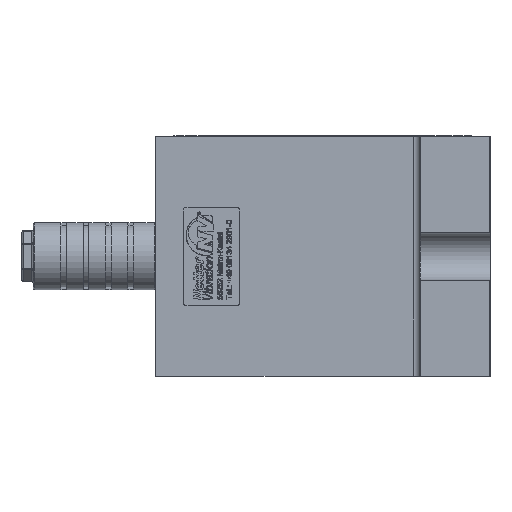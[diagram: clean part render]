
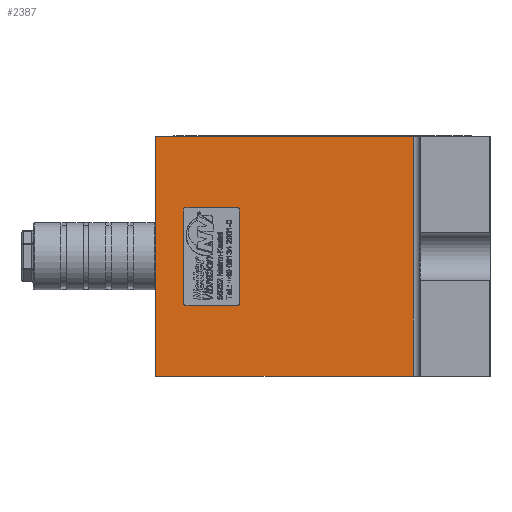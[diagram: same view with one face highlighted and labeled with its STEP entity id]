
A CAD part, left-side view. The second image highlights one B-rep face of the part: STEP entity #2387.
In plain terms, the highlighted planar face has unit normal (-1, 0, 0).
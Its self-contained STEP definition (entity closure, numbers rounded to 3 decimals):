
#367 = ORIENTED_EDGE ( 'NONE', *, *, #13009, .F. ) ;
#819 = ORIENTED_EDGE ( 'NONE', *, *, #8165, .T. ) ;
#1050 = DIRECTION ( 'NONE',  ( 0., 0., 1. ) ) ;
#1212 = LINE ( 'NONE', #10737, #18873 ) ;
#1982 = AXIS2_PLACEMENT_3D ( 'NONE', #7420, #4239, #4390 ) ;
#2387 = ADVANCED_FACE ( 'NONE', ( #13049 ), #19290, .F. ) ;
#4239 = DIRECTION ( 'NONE',  ( 1., 0., 0. ) ) ;
#4388 = CARTESIAN_POINT ( 'NONE',  ( -60., -32.5, -43. ) ) ;
#4390 = DIRECTION ( 'NONE',  ( 0., 0., -1. ) ) ;
#4471 = CARTESIAN_POINT ( 'NONE',  ( -60., -32.5, 43. ) ) ;
#5812 = DIRECTION ( 'NONE',  ( 0., 1., 0. ) ) ;
#5927 = VECTOR ( 'NONE', #20612, 1000. ) ;
#6038 = DIRECTION ( 'NONE',  ( 0., 1., 0. ) ) ;
#6182 = VERTEX_POINT ( 'NONE', #4388 ) ;
#6669 = ORIENTED_EDGE ( 'NONE', *, *, #9030, .F. ) ;
#6959 = LINE ( 'NONE', #15543, #5927 ) ;
#7420 = CARTESIAN_POINT ( 'NONE',  ( -60., 60., -43. ) ) ;
#7798 = CARTESIAN_POINT ( 'NONE',  ( -60., 60., -43. ) ) ;
#8165 = EDGE_CURVE ( 'NONE', #17963, #15427, #1212, .T. ) ;
#8836 = LINE ( 'NONE', #4471, #10731 ) ;
#9030 = EDGE_CURVE ( 'NONE', #9624, #15427, #6959, .T. ) ;
#9624 = VERTEX_POINT ( 'NONE', #12743 ) ;
#10731 = VECTOR ( 'NONE', #1050, 1000. ) ;
#10737 = CARTESIAN_POINT ( 'NONE',  ( -60., 60., 43. ) ) ;
#12287 = LINE ( 'NONE', #7798, #14194 ) ;
#12743 = CARTESIAN_POINT ( 'NONE',  ( -60., 60., -43. ) ) ;
#12965 = EDGE_CURVE ( 'NONE', #6182, #17963, #8836, .T. ) ;
#13009 = EDGE_CURVE ( 'NONE', #6182, #9624, #12287, .T. ) ;
#13049 = FACE_OUTER_BOUND ( 'NONE', #13404, .T. ) ;
#13404 = EDGE_LOOP ( 'NONE', ( #367, #15664, #819, #6669 ) ) ;
#14194 = VECTOR ( 'NONE', #6038, 1000. ) ;
#15427 = VERTEX_POINT ( 'NONE', #21453 ) ;
#15543 = CARTESIAN_POINT ( 'NONE',  ( -60., 60., -43. ) ) ;
#15664 = ORIENTED_EDGE ( 'NONE', *, *, #12965, .T. ) ;
#16076 = CARTESIAN_POINT ( 'NONE',  ( -60., -32.5, 43. ) ) ;
#17963 = VERTEX_POINT ( 'NONE', #16076 ) ;
#18873 = VECTOR ( 'NONE', #5812, 1000. ) ;
#19290 = PLANE ( 'NONE',  #1982 ) ;
#20612 = DIRECTION ( 'NONE',  ( 0., 0., 1. ) ) ;
#21453 = CARTESIAN_POINT ( 'NONE',  ( -60., 60., 43. ) ) ;
